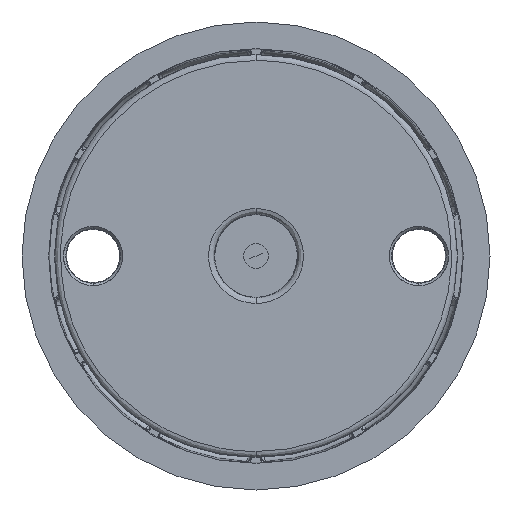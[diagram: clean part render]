
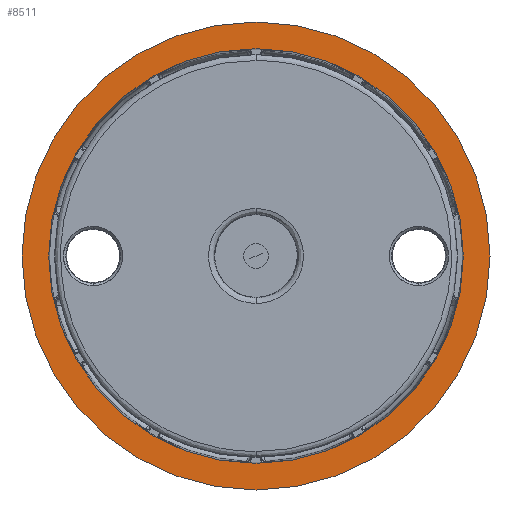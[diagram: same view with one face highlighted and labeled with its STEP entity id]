
A CAD part, front view. The second image highlights one B-rep face of the part: STEP entity #8511.
In plain terms, the highlighted planar face has unit normal (0, -1, 0).
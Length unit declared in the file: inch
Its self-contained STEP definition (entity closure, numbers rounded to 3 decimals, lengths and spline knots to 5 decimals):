
#1116 = CARTESIAN_POINT ( 'NONE',  ( 1.00129, 0.85807, 2.67931 ) ) ;
#2839 = CIRCLE ( 'NONE', #60275, 1.55512 ) ;
#3504 = DIRECTION ( 'NONE',  ( 0., -1., 0. ) ) ;
#4811 = CARTESIAN_POINT ( 'NONE',  ( 1.00129, 0.85807, 2.67931 ) ) ;
#5624 = CARTESIAN_POINT ( 'NONE',  ( 2.37925, 0.85807, 2.67931 ) ) ;
#5859 = DIRECTION ( 'NONE',  ( 1., 0., 0. ) ) ;
#6980 = EDGE_LOOP ( 'NONE', ( #16764, #20653 ) ) ;
#7325 = FACE_BOUND ( 'NONE', #34362, .T. ) ;
#8511 = ADVANCED_FACE ( 'NONE', ( #7325, #29195 ), #38259, .F. ) ;
#9023 = CARTESIAN_POINT ( 'NONE',  ( -0.37666, 0.85807, 2.67931 ) ) ;
#9538 = EDGE_CURVE ( 'NONE', #35127, #42135, #2839, .T. ) ;
#9571 = DIRECTION ( 'NONE',  ( 1., 0., 0. ) ) ;
#12019 = CARTESIAN_POINT ( 'NONE',  ( 2.55641, 0.85807, 2.67931 ) ) ;
#12930 = DIRECTION ( 'NONE',  ( 0., -1., 0. ) ) ;
#15036 = AXIS2_PLACEMENT_3D ( 'NONE', #31453, #3504, #36162 ) ;
#15226 = DIRECTION ( 'NONE',  ( 0., 0., 1. ) ) ;
#15809 = VERTEX_POINT ( 'NONE', #9023 ) ;
#16764 = ORIENTED_EDGE ( 'NONE', *, *, #9538, .F. ) ;
#17447 = CIRCLE ( 'NONE', #15036, 1.37795 ) ;
#20653 = ORIENTED_EDGE ( 'NONE', *, *, #21897, .F. ) ;
#20832 = CIRCLE ( 'NONE', #55842, 1.37795 ) ;
#20992 = AXIS2_PLACEMENT_3D ( 'NONE', #4811, #37487, #9571 ) ;
#21897 = EDGE_CURVE ( 'NONE', #42135, #35127, #27199, .T. ) ;
#27199 = CIRCLE ( 'NONE', #20992, 1.55512 ) ;
#29195 = FACE_OUTER_BOUND ( 'NONE', #6980, .T. ) ;
#31340 = CARTESIAN_POINT ( 'NONE',  ( -0.55382, 0.85807, 2.67931 ) ) ;
#31453 = CARTESIAN_POINT ( 'NONE',  ( 1.00129, 0.85807, 2.67931 ) ) ;
#33647 = EDGE_CURVE ( 'NONE', #46889, #15809, #20832, .T. ) ;
#33769 = DIRECTION ( 'NONE',  ( 0., 1., 0. ) ) ;
#33809 = DIRECTION ( 'NONE',  ( 0., 1., 0. ) ) ;
#34362 = EDGE_LOOP ( 'NONE', ( #38483, #40930 ) ) ;
#35127 = VERTEX_POINT ( 'NONE', #12019 ) ;
#36162 = DIRECTION ( 'NONE',  ( 1., 0., 0. ) ) ;
#37487 = DIRECTION ( 'NONE',  ( 0., 1., 0. ) ) ;
#38259 = PLANE ( 'NONE',  #48056 ) ;
#38460 = CARTESIAN_POINT ( 'NONE',  ( 0.70726, 0.85807, 2.67931 ) ) ;
#38483 = ORIENTED_EDGE ( 'NONE', *, *, #33647, .F. ) ;
#40087 = EDGE_CURVE ( 'NONE', #15809, #46889, #17447, .T. ) ;
#40848 = CARTESIAN_POINT ( 'NONE',  ( 1.00129, 0.85807, 2.67931 ) ) ;
#40930 = ORIENTED_EDGE ( 'NONE', *, *, #40087, .F. ) ;
#42135 = VERTEX_POINT ( 'NONE', #31340 ) ;
#45535 = DIRECTION ( 'NONE',  ( 1., 0., 0. ) ) ;
#46889 = VERTEX_POINT ( 'NONE', #5624 ) ;
#48056 = AXIS2_PLACEMENT_3D ( 'NONE', #38460, #33769, #15226 ) ;
#55842 = AXIS2_PLACEMENT_3D ( 'NONE', #40848, #12930, #45535 ) ;
#60275 = AXIS2_PLACEMENT_3D ( 'NONE', #1116, #33809, #5859 ) ;
